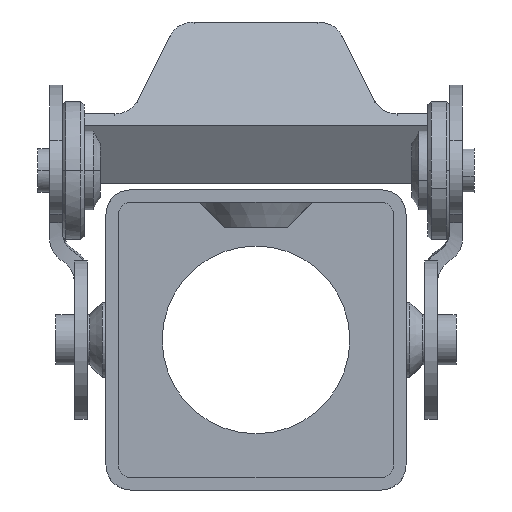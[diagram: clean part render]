
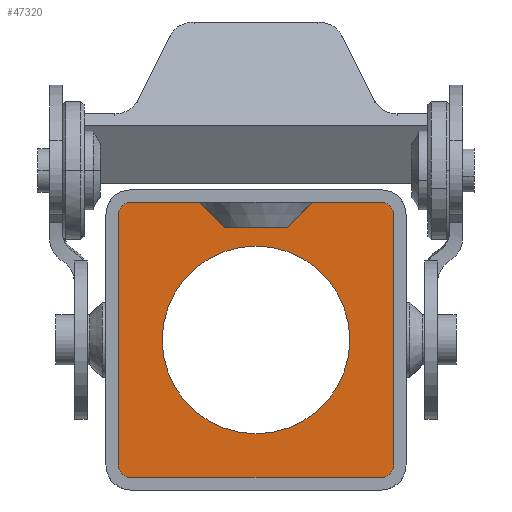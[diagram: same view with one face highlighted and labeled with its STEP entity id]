
A CAD part, left-side view. The second image highlights one B-rep face of the part: STEP entity #47320.
In plain terms, the highlighted planar face has unit normal (-1, 0, 0).
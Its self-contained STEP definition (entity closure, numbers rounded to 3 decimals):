
#44650=CARTESIAN_POINT('',(39.5,-2.5,9.));
#44660=VERTEX_POINT('',#44650);
#44690=CARTESIAN_POINT('',(39.5,-2.5,9.));
#44700=DIRECTION('',(0.,1.,0.));
#44710=VECTOR('',#44700,5.);
#44720=LINE('',#44690,#44710);
#44730=CARTESIAN_POINT('',(39.5,2.5,9.));
#44740=VERTEX_POINT('',#44730);
#44750=EDGE_CURVE('',#44660,#44740,#44720,.T.);
#45160=CARTESIAN_POINT('',(39.5,-4.5,11.));
#45170=VERTEX_POINT('',#45160);
#45220=CARTESIAN_POINT('',(39.5,-4.5,11.));
#45230=DIRECTION('',(0.,0.707,-0.707));
#45240=VECTOR('',#45230,2.828);
#45250=LINE('',#45220,#45240);
#45260=EDGE_CURVE('',#45170,#44660,#45250,.T.);
#45640=CARTESIAN_POINT('',(39.5,4.5,11.));
#45650=VERTEX_POINT('',#45640);
#45680=CARTESIAN_POINT('',(39.5,4.5,11.));
#45690=DIRECTION('',(0.,1.,0.));
#45700=VECTOR('',#45690,5.5);
#45710=LINE('',#45680,#45700);
#45720=CARTESIAN_POINT('',(39.5,10.,11.));
#45730=VERTEX_POINT('',#45720);
#45740=EDGE_CURVE('',#45650,#45730,#45710,.T.);
#45960=CARTESIAN_POINT('',(39.5,-10.,11.));
#45970=VERTEX_POINT('',#45960);
#46000=CARTESIAN_POINT('',(39.5,-10.,11.));
#46010=DIRECTION('',(0.,1.,0.));
#46020=VECTOR('',#46010,5.5);
#46030=LINE('',#46000,#46020);
#46040=EDGE_CURVE('',#45970,#45170,#46030,.T.);
#46230=CARTESIAN_POINT('',(39.5,2.5,9.));
#46240=DIRECTION('',(0.,0.707,0.707));
#46250=VECTOR('',#46240,2.828);
#46260=LINE('',#46230,#46250);
#46270=EDGE_CURVE('',#44740,#45650,#46260,.T.);
#46470=CARTESIAN_POINT('',(39.5,0.,0.332));
#46480=DIRECTION('',(1.,0.,0.));
#46490=DIRECTION('',(0.,0.,-1.));
#46500=AXIS2_PLACEMENT_3D('',#46470,#46480,#46490);
#46510=PLANE('',#46500);
#46520=ORIENTED_EDGE('',*,*,#46040,.T.);
#46530=CARTESIAN_POINT('',(39.5,-10.,10.));
#46540=DIRECTION('',(-1.,0.,0.));
#46550=DIRECTION('',(0.,-1.,0.));
#46560=AXIS2_PLACEMENT_3D('',#46530,#46540,#46550);
#46570=CIRCLE('',#46560,1.);
#46580=CARTESIAN_POINT('',(39.5,-11.,10.));
#46590=VERTEX_POINT('',#46580);
#46600=EDGE_CURVE('',#46590,#45970,#46570,.T.);
#46610=ORIENTED_EDGE('',*,*,#46600,.T.);
#46620=CARTESIAN_POINT('',(39.5,-11.,-10.));
#46630=DIRECTION('',(0.,0.,1.));
#46640=VECTOR('',#46630,20.);
#46650=LINE('',#46620,#46640);
#46660=CARTESIAN_POINT('',(39.5,-11.,-10.));
#46670=VERTEX_POINT('',#46660);
#46680=EDGE_CURVE('',#46670,#46590,#46650,.T.);
#46690=ORIENTED_EDGE('',*,*,#46680,.T.);
#46700=CARTESIAN_POINT('',(39.5,-10.,-10.));
#46710=DIRECTION('',(-1.,0.,0.));
#46720=DIRECTION('',(0.,0.,-1.));
#46730=AXIS2_PLACEMENT_3D('',#46700,#46710,#46720);
#46740=CIRCLE('',#46730,1.);
#46750=CARTESIAN_POINT('',(39.5,-10.,-11.));
#46760=VERTEX_POINT('',#46750);
#46770=EDGE_CURVE('',#46760,#46670,#46740,.T.);
#46780=ORIENTED_EDGE('',*,*,#46770,.T.);
#46790=CARTESIAN_POINT('',(39.5,10.,-11.));
#46800=DIRECTION('',(0.,-1.,0.));
#46810=VECTOR('',#46800,20.);
#46820=LINE('',#46790,#46810);
#46830=CARTESIAN_POINT('',(39.5,10.,-11.));
#46840=VERTEX_POINT('',#46830);
#46850=EDGE_CURVE('',#46840,#46760,#46820,.T.);
#46860=ORIENTED_EDGE('',*,*,#46850,.T.);
#46870=CARTESIAN_POINT('',(39.5,10.,-10.));
#46880=DIRECTION('',(-1.,0.,0.));
#46890=DIRECTION('',(0.,1.,0.));
#46900=AXIS2_PLACEMENT_3D('',#46870,#46880,#46890);
#46910=CIRCLE('',#46900,1.);
#46920=CARTESIAN_POINT('',(39.5,11.,-10.));
#46930=VERTEX_POINT('',#46920);
#46940=EDGE_CURVE('',#46930,#46840,#46910,.T.);
#46950=ORIENTED_EDGE('',*,*,#46940,.T.);
#46960=CARTESIAN_POINT('',(39.5,11.,10.));
#46970=DIRECTION('',(0.,0.,-1.));
#46980=VECTOR('',#46970,20.);
#46990=LINE('',#46960,#46980);
#47000=CARTESIAN_POINT('',(39.5,11.,10.));
#47010=VERTEX_POINT('',#47000);
#47020=EDGE_CURVE('',#47010,#46930,#46990,.T.);
#47030=ORIENTED_EDGE('',*,*,#47020,.T.);
#47040=CARTESIAN_POINT('',(39.5,10.,10.));
#47050=DIRECTION('',(-1.,0.,0.));
#47060=DIRECTION('',(0.,0.,1.));
#47070=AXIS2_PLACEMENT_3D('',#47040,#47050,#47060);
#47080=CIRCLE('',#47070,1.);
#47090=EDGE_CURVE('',#45730,#47010,#47080,.T.);
#47100=ORIENTED_EDGE('',*,*,#47090,.T.);
#47110=ORIENTED_EDGE('',*,*,#45740,.T.);
#47120=ORIENTED_EDGE('',*,*,#46270,.T.);
#47130=ORIENTED_EDGE('',*,*,#44750,.T.);
#47140=ORIENTED_EDGE('',*,*,#45260,.T.);
#47150=EDGE_LOOP('',(#47140,#47130,#47120,#47110,#47100,#47030,#46950,
#46860,#46780,#46690,#46610,#46520));
#47160=FACE_OUTER_BOUND('',#47150,.T.);
#47170=CARTESIAN_POINT('',(39.5,0.,0.));
#47180=DIRECTION('',(1.,0.,0.));
#47190=DIRECTION('',(0.,1.,0.));
#47200=AXIS2_PLACEMENT_3D('',#47170,#47180,#47190);
#47210=CIRCLE('',#47200,7.5);
#47220=CARTESIAN_POINT('',(39.5,-7.5,0.));
#47230=VERTEX_POINT('',#47220);
#47240=CARTESIAN_POINT('',(39.5,7.5,0.));
#47250=VERTEX_POINT('',#47240);
#47260=EDGE_CURVE('',#47230,#47250,#47210,.T.);
#47270=ORIENTED_EDGE('',*,*,#47260,.T.);
#47280=EDGE_CURVE('',#47250,#47230,#47210,.T.);
#47290=ORIENTED_EDGE('',*,*,#47280,.T.);
#47300=EDGE_LOOP('',(#47290,#47270));
#47310=FACE_BOUND('',#47300,.T.);
#47320=ADVANCED_FACE('',(#47160,#47310),#46510,.F.);
